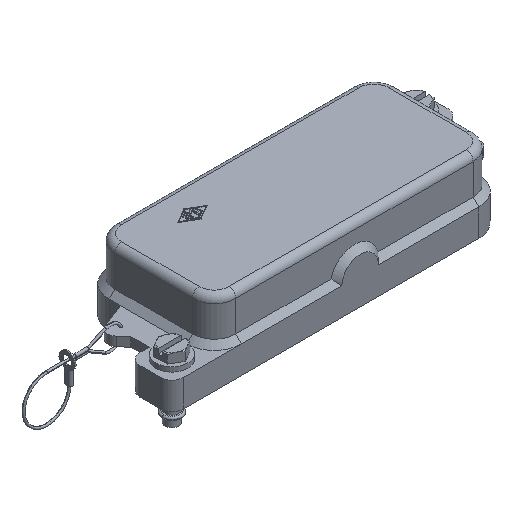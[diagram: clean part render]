
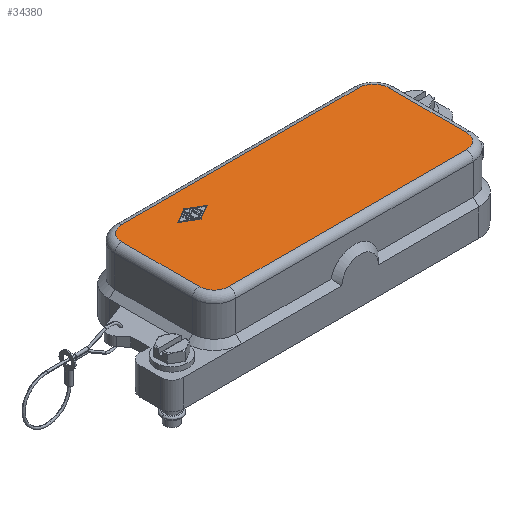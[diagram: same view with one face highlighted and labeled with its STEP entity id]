
A CAD part, isometric view. The second image highlights one B-rep face of the part: STEP entity #34380.
In plain terms, the highlighted planar face has unit normal (0, 0, 1).
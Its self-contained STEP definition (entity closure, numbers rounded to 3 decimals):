
#6090=CARTESIAN_POINT('',(52.,23.5,31.));
#6100=VERTEX_POINT('',#6090);
#6130=CARTESIAN_POINT('',(-52.,23.5,31.));
#6140=DIRECTION('',(1.,0.,0.));
#6150=VECTOR('',#6140,104.);
#6160=LINE('',#6130,#6150);
#6170=CARTESIAN_POINT('',(-52.,23.5,31.));
#6180=VERTEX_POINT('',#6170);
#6190=EDGE_CURVE('',#6180,#6100,#6160,.T.);
#6580=CARTESIAN_POINT('',(-58.5,17.,31.));
#6590=VERTEX_POINT('',#6580);
#6620=CARTESIAN_POINT('',(-58.5,-17.,31.));
#6630=DIRECTION('',(0.,1.,0.));
#6640=VECTOR('',#6630,34.);
#6650=LINE('',#6620,#6640);
#6660=CARTESIAN_POINT('',(-58.5,-17.,31.));
#6670=VERTEX_POINT('',#6660);
#6680=EDGE_CURVE('',#6670,#6590,#6650,.T.);
#7050=CARTESIAN_POINT('',(58.5,-17.,31.));
#7060=VERTEX_POINT('',#7050);
#7090=CARTESIAN_POINT('',(58.5,17.,31.));
#7100=DIRECTION('',(0.,-1.,0.));
#7110=VECTOR('',#7100,34.);
#7120=LINE('',#7090,#7110);
#7130=CARTESIAN_POINT('',(58.5,17.,31.));
#7140=VERTEX_POINT('',#7130);
#7150=EDGE_CURVE('',#7140,#7060,#7120,.T.);
#7520=CARTESIAN_POINT('',(-52.,-23.5,31.));
#7530=VERTEX_POINT('',#7520);
#7560=CARTESIAN_POINT('',(52.,-23.5,31.));
#7570=DIRECTION('',(-1.,0.,0.));
#7580=VECTOR('',#7570,104.);
#7590=LINE('',#7560,#7580);
#7600=CARTESIAN_POINT('',(52.,-23.5,31.));
#7610=VERTEX_POINT('',#7600);
#7620=EDGE_CURVE('',#7610,#7530,#7590,.T.);
#15130=CARTESIAN_POINT('',(-52.,17.,31.));
#15140=DIRECTION('',(0.,0.,-1.));
#15150=DIRECTION('',(-0.707,0.707,
0.));
#15160=AXIS2_PLACEMENT_3D('',#15130,#15140,#15150);
#15170=CIRCLE('',#15160,6.5);
#15180=EDGE_CURVE('',#6590,#6180,#15170,.T.);
#24460=CARTESIAN_POINT('',(-32.5,15.749,31.));
#24470=VERTEX_POINT('',#24460);
#24520=CARTESIAN_POINT('',(-32.5,15.749,31.));
#24530=DIRECTION('',(0.866,-0.5,0.));
#24540=VECTOR('',#24530,7.504);
#24550=LINE('',#24520,#24540);
#24560=CARTESIAN_POINT('',(-26.,12.,31.));
#24570=VERTEX_POINT('',#24560);
#24580=EDGE_CURVE('',#24470,#24570,#24550,.T.);
#24900=CARTESIAN_POINT('',(-26.,12.,31.));
#24910=DIRECTION('',(-0.866,-0.5,0.));
#24920=VECTOR('',#24910,7.504);
#24930=LINE('',#24900,#24920);
#24940=CARTESIAN_POINT('',(-32.5,8.251,31.));
#24950=VERTEX_POINT('',#24940);
#24960=EDGE_CURVE('',#24570,#24950,#24930,.T.);
#25280=CARTESIAN_POINT('',(-32.5,8.251,31.));
#25290=DIRECTION('',(-0.866,0.5,0.));
#25300=VECTOR('',#25290,7.504);
#25310=LINE('',#25280,#25300);
#25320=CARTESIAN_POINT('',(-39.,12.,31.));
#25330=VERTEX_POINT('',#25320);
#25340=EDGE_CURVE('',#24950,#25330,#25310,.T.);
#25660=CARTESIAN_POINT('',(-39.,12.,31.));
#25670=DIRECTION('',(0.866,0.5,0.));
#25680=VECTOR('',#25670,7.504);
#25690=LINE('',#25660,#25680);
#25700=EDGE_CURVE('',#25330,#24470,#25690,.T.);
#33990=CARTESIAN_POINT('',(0.,0.,31.));
#34000=DIRECTION('',(0.,0.,1.));
#34010=DIRECTION('',(1.,0.,0.));
#34020=AXIS2_PLACEMENT_3D('',#33990,#34000,#34010);
#34030=PLANE('',#34020);
#34040=CARTESIAN_POINT('',(-52.,-17.,31.));
#34050=DIRECTION('',(0.,0.,-1.));
#34060=DIRECTION('',(-0.707,-0.707,
0.));
#34070=AXIS2_PLACEMENT_3D('',#34040,#34050,#34060);
#34080=CIRCLE('',#34070,6.5);
#34090=EDGE_CURVE('',#7530,#6670,#34080,.T.);
#34100=ORIENTED_EDGE('',*,*,#34090,.F.);
#34110=ORIENTED_EDGE('',*,*,#6680,.F.);
#34120=ORIENTED_EDGE('',*,*,#15180,.F.);
#34130=ORIENTED_EDGE('',*,*,#6190,.F.);
#34140=CARTESIAN_POINT('',(52.,17.,31.));
#34150=DIRECTION('',(0.,0.,-1.));
#34160=DIRECTION('',(0.707,0.707,
0.));
#34170=AXIS2_PLACEMENT_3D('',#34140,#34150,#34160);
#34180=CIRCLE('',#34170,6.5);
#34190=EDGE_CURVE('',#6100,#7140,#34180,.T.);
#34200=ORIENTED_EDGE('',*,*,#34190,.F.);
#34210=ORIENTED_EDGE('',*,*,#7150,.F.);
#34220=CARTESIAN_POINT('',(52.,-17.,31.));
#34230=DIRECTION('',(0.,0.,-1.));
#34240=DIRECTION('',(0.707,-0.707,
0.));
#34250=AXIS2_PLACEMENT_3D('',#34220,#34230,#34240);
#34260=CIRCLE('',#34250,6.5);
#34270=EDGE_CURVE('',#7060,#7610,#34260,.T.);
#34280=ORIENTED_EDGE('',*,*,#34270,.F.);
#34290=ORIENTED_EDGE('',*,*,#7620,.F.);
#34300=EDGE_LOOP('',(#34290,#34280,#34210,#34200,#34130,#34120,#34110,
#34100));
#34310=FACE_OUTER_BOUND('',#34300,.T.);
#34320=ORIENTED_EDGE('',*,*,#25700,.T.);
#34330=ORIENTED_EDGE('',*,*,#25340,.T.);
#34340=ORIENTED_EDGE('',*,*,#24960,.T.);
#34350=ORIENTED_EDGE('',*,*,#24580,.T.);
#34360=EDGE_LOOP('',(#34350,#34340,#34330,#34320));
#34370=FACE_BOUND('',#34360,.T.);
#34380=ADVANCED_FACE('',(#34310,#34370),#34030,.T.);
